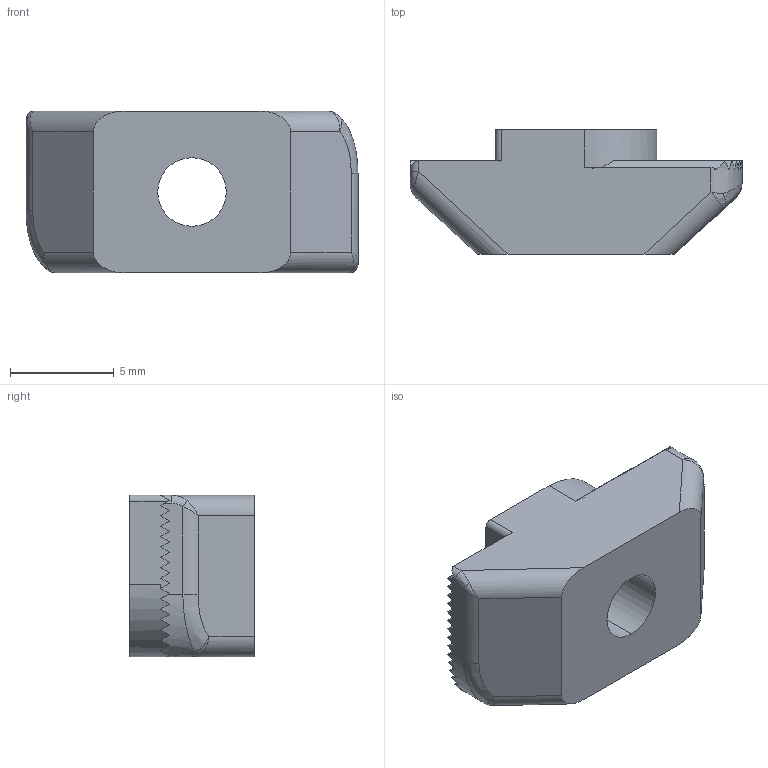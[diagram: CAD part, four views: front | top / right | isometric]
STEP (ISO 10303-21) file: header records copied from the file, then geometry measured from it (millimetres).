
FILE_DESCRIPTION (( 'STEP AP203' ), '1' );
FILE_NAME ('084.302.062.STEP', '2018-03-13T09:19:45', ( '' ), ( '' ), 'SwSTEP 2.0', 'SolidWorks 2016', '' );
FILE_SCHEMA (( 'CONFIG_CONTROL_DESIGN' ));
Length unit declared in the file: millimetre
Products named in the file (1): 084.302.062
Bounding box: 16 x 6 x 7.8 mm (x, y, z)
Volume: 496.5 mm3; surface area: 543.7 mm2
Topology: 1 solids, 1 shells, 100 faces, 284 edges, 182 vertices
Faces by surface type: plane 76, cylinder 14, bspline 10
Entity records: 4133 total; most frequent: CARTESIAN_POINT 1729, ORIENTED_EDGE 560, DIRECTION 390, EDGE_CURVE 280, VERTEX_POINT 182, VECTOR 176, LINE 176, AXIS2_PLACEMENT_3D 107
